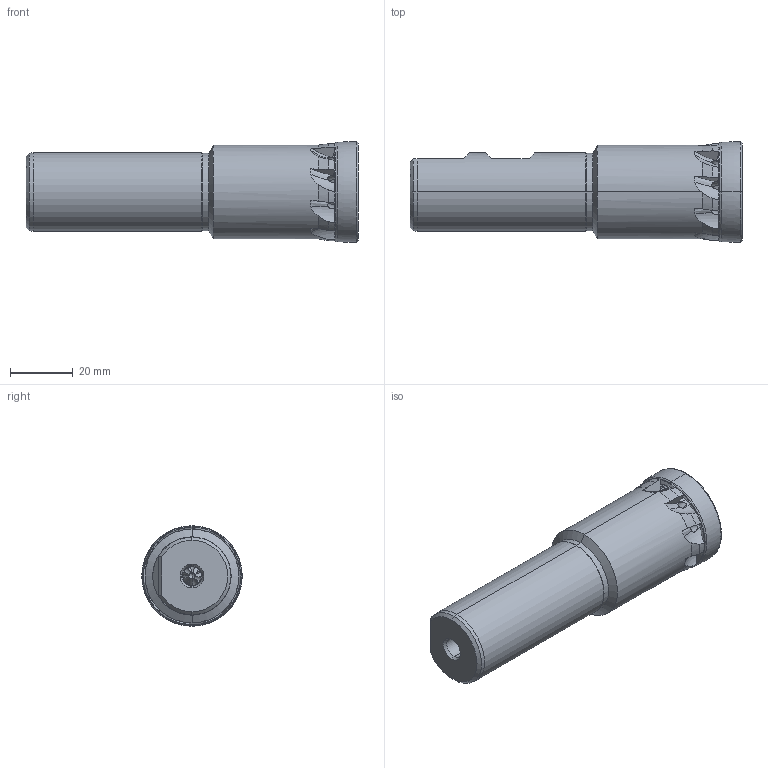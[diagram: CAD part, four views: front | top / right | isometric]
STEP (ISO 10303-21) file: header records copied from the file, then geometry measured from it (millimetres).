
FILE_DESCRIPTION (( 'STEP AP214' ), '1' );
FILE_NAME ('90PP-32-46-63-9.STEP', '2011-12-21T14:36:54', ( '' ), ( '' ), 'SwSTEP 2.0', 'SolidWorks 2011', '' );
FILE_SCHEMA (( 'AUTOMOTIVE_DESIGN' ));
Length unit declared in the file: millimetre
Products named in the file (1): 90PP-32-46-63-9
Bounding box: 106 x 31.97 x 32 mm (x, y, z)
Volume: 56890.6 mm3; surface area: 14422.7 mm2
Topology: 1 solids, 1 shells, 187 faces, 599 edges, 378 vertices
Faces by surface type: plane 63, cone 51, cylinder 47, torus 17, bspline 9
Entity records: 7741 total; most frequent: CARTESIAN_POINT 2926, ORIENTED_EDGE 1190, DIRECTION 821, EDGE_CURVE 595, VERTEX_POINT 378, AXIS2_PLACEMENT_3D 331, B_SPLINE_CURVE_WITH_KNOTS 245, EDGE_LOOP 191
